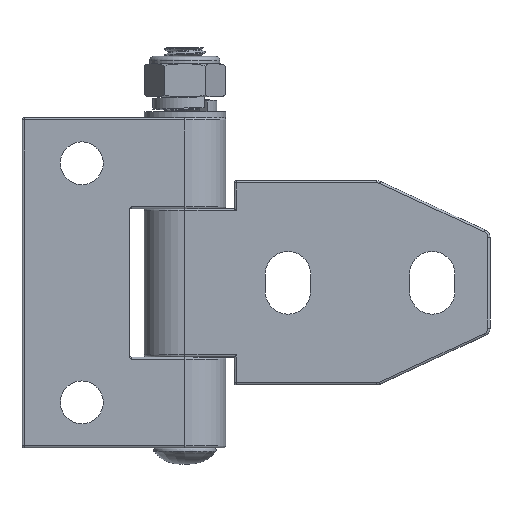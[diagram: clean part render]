
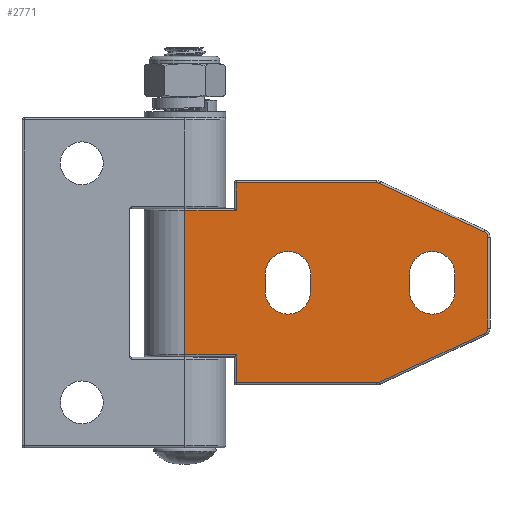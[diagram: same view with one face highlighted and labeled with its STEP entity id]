
A CAD part, front view. The second image highlights one B-rep face of the part: STEP entity #2771.
In plain terms, the highlighted face is planar.
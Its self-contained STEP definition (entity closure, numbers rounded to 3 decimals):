
#326=LINE('',#13529,#450);
#344=LINE('',#13592,#468);
#348=LINE('',#13610,#472);
#349=LINE('',#13622,#473);
#352=LINE('',#13629,#476);
#354=LINE('',#13641,#478);
#356=LINE('',#13653,#480);
#358=LINE('',#13665,#482);
#360=LINE('',#13674,#484);
#372=LINE('',#13737,#496);
#373=LINE('',#13739,#497);
#374=LINE('',#13740,#498);
#375=LINE('',#13742,#499);
#376=LINE('',#13745,#500);
#450=VECTOR('',#3533,4.2);
#468=VECTOR('',#3591,4.2);
#472=VECTOR('',#3611,6.75);
#473=VECTOR('',#3624,6.75);
#476=VECTOR('',#3631,34.059);
#478=VECTOR('',#3645,28.035);
#480=VECTOR('',#3659,21.944);
#482=VECTOR('',#3673,28.035);
#484=VECTOR('',#3685,34.059);
#496=VECTOR('',#3769,12.5);
#497=VECTOR('',#3770,12.5);
#498=VECTOR('',#3771,35.);
#499=VECTOR('',#3772,4.2);
#500=VECTOR('',#3775,4.2);
#548=PLANE('',#3079);
#586=FACE_BOUND('',#907,.T.);
#587=FACE_BOUND('',#908,.T.);
#720=FACE_OUTER_BOUND('',#906,.T.);
#906=EDGE_LOOP('',(#2449,#2450,#2451,#2452,#2453,#2454,#2455,#2456,#2457,
#2458,#2459,#2460,#2461,#2462));
#907=EDGE_LOOP('',(#2463,#2464,#2465,#2466));
#908=EDGE_LOOP('',(#2467,#2468,#2469,#2470));
#1044=CIRCLE('',#2986,5.5);
#1057=CIRCLE('',#3006,5.5);
#1067=CIRCLE('',#3024,1.5);
#1071=CIRCLE('',#3030,1.5);
#1075=CIRCLE('',#3036,1.5);
#1079=CIRCLE('',#3042,1.5);
#1098=CIRCLE('',#3080,5.5);
#1099=CIRCLE('',#3081,5.5);
#1296=VERTEX_POINT('',#13526);
#1297=VERTEX_POINT('',#13528);
#1298=VERTEX_POINT('',#13532);
#1321=VERTEX_POINT('',#13589);
#1322=VERTEX_POINT('',#13591);
#1323=VERTEX_POINT('',#13595);
#1324=VERTEX_POINT('',#13599);
#1327=VERTEX_POINT('',#13606);
#1331=VERTEX_POINT('',#13615);
#1333=VERTEX_POINT('',#13620);
#1334=VERTEX_POINT('',#13625);
#1336=VERTEX_POINT('',#13631);
#1338=VERTEX_POINT('',#13637);
#1340=VERTEX_POINT('',#13643);
#1342=VERTEX_POINT('',#13649);
#1344=VERTEX_POINT('',#13655);
#1346=VERTEX_POINT('',#13661);
#1348=VERTEX_POINT('',#13667);
#1364=VERTEX_POINT('',#13736);
#1365=VERTEX_POINT('',#13738);
#1366=VERTEX_POINT('',#13741);
#1367=VERTEX_POINT('',#13744);
#1639=EDGE_CURVE('',#1297,#1296,#326,.T.);
#1642=EDGE_CURVE('',#1296,#1298,#1044,.T.);
#1670=EDGE_CURVE('',#1322,#1321,#344,.T.);
#1673=EDGE_CURVE('',#1321,#1323,#1057,.T.);
#1679=EDGE_CURVE('',#1324,#1327,#348,.T.);
#1684=EDGE_CURVE('',#1333,#1331,#349,.T.);
#1688=EDGE_CURVE('',#1331,#1334,#352,.T.);
#1691=EDGE_CURVE('',#1334,#1336,#1067,.T.);
#1694=EDGE_CURVE('',#1336,#1338,#354,.T.);
#1697=EDGE_CURVE('',#1338,#1340,#1071,.T.);
#1700=EDGE_CURVE('',#1340,#1342,#356,.T.);
#1703=EDGE_CURVE('',#1342,#1344,#1075,.T.);
#1706=EDGE_CURVE('',#1344,#1346,#358,.T.);
#1709=EDGE_CURVE('',#1346,#1348,#1079,.T.);
#1711=EDGE_CURVE('',#1348,#1324,#360,.T.);
#1743=EDGE_CURVE('',#1327,#1364,#372,.T.);
#1744=EDGE_CURVE('',#1365,#1333,#373,.T.);
#1745=EDGE_CURVE('',#1364,#1365,#374,.T.);
#1746=EDGE_CURVE('',#1298,#1366,#375,.T.);
#1747=EDGE_CURVE('',#1366,#1297,#1098,.T.);
#1748=EDGE_CURVE('',#1323,#1367,#376,.T.);
#1749=EDGE_CURVE('',#1367,#1322,#1099,.T.);
#2449=ORIENTED_EDGE('',*,*,#1743,.F.);
#2450=ORIENTED_EDGE('',*,*,#1679,.F.);
#2451=ORIENTED_EDGE('',*,*,#1711,.F.);
#2452=ORIENTED_EDGE('',*,*,#1709,.F.);
#2453=ORIENTED_EDGE('',*,*,#1706,.F.);
#2454=ORIENTED_EDGE('',*,*,#1703,.F.);
#2455=ORIENTED_EDGE('',*,*,#1700,.F.);
#2456=ORIENTED_EDGE('',*,*,#1697,.F.);
#2457=ORIENTED_EDGE('',*,*,#1694,.F.);
#2458=ORIENTED_EDGE('',*,*,#1691,.F.);
#2459=ORIENTED_EDGE('',*,*,#1688,.F.);
#2460=ORIENTED_EDGE('',*,*,#1684,.F.);
#2461=ORIENTED_EDGE('',*,*,#1744,.F.);
#2462=ORIENTED_EDGE('',*,*,#1745,.F.);
#2463=ORIENTED_EDGE('',*,*,#1639,.T.);
#2464=ORIENTED_EDGE('',*,*,#1642,.T.);
#2465=ORIENTED_EDGE('',*,*,#1746,.T.);
#2466=ORIENTED_EDGE('',*,*,#1747,.T.);
#2467=ORIENTED_EDGE('',*,*,#1670,.T.);
#2468=ORIENTED_EDGE('',*,*,#1673,.T.);
#2469=ORIENTED_EDGE('',*,*,#1748,.T.);
#2470=ORIENTED_EDGE('',*,*,#1749,.T.);
#2771=ADVANCED_FACE('',(#720,#586,#587),#548,.T.);
#2986=AXIS2_PLACEMENT_3D('',#13534,#3538,#3539);
#3006=AXIS2_PLACEMENT_3D('',#13597,#3596,#3597);
#3024=AXIS2_PLACEMENT_3D('',#13635,#3638,#3639);
#3030=AXIS2_PLACEMENT_3D('',#13647,#3652,#3653);
#3036=AXIS2_PLACEMENT_3D('',#13659,#3666,#3667);
#3042=AXIS2_PLACEMENT_3D('',#13671,#3680,#3681);
#3079=AXIS2_PLACEMENT_3D('',#13735,#3767,#3768);
#3080=AXIS2_PLACEMENT_3D('',#13743,#3773,#3774);
#3081=AXIS2_PLACEMENT_3D('',#13746,#3776,#3777);
#3533=DIRECTION('',(0.,-1.,0.));
#3538=DIRECTION('center_axis',(0.,0.,1.));
#3539=DIRECTION('ref_axis',(-1.,0.,0.));
#3591=DIRECTION('',(0.,-1.,0.));
#3596=DIRECTION('center_axis',(0.,0.,1.));
#3597=DIRECTION('ref_axis',(-1.,0.,0.));
#3611=DIRECTION('',(0.,-1.,0.));
#3624=DIRECTION('',(0.,-1.,0.));
#3631=DIRECTION('',(1.,0.,0.));
#3638=DIRECTION('center_axis',(0.,0.,1.));
#3639=DIRECTION('ref_axis',(0.215,-0.977,0.));
#3645=DIRECTION('',(0.907,0.42,0.));
#3652=DIRECTION('center_axis',(0.,0.,1.));
#3653=DIRECTION('ref_axis',(0.843,-0.538,0.));
#3659=DIRECTION('',(0.,1.,0.));
#3666=DIRECTION('center_axis',(0.,0.,1.));
#3667=DIRECTION('ref_axis',(0.843,0.538,0.));
#3673=DIRECTION('',(-0.907,0.42,0.));
#3680=DIRECTION('center_axis',(0.,0.,1.));
#3681=DIRECTION('ref_axis',(0.215,0.977,0.));
#3685=DIRECTION('',(-1.,0.,0.));
#3767=DIRECTION('center_axis',(0.,0.,-1.));
#3768=DIRECTION('ref_axis',(-1.,0.,0.));
#3769=DIRECTION('',(-1.,0.,0.));
#3770=DIRECTION('',(1.,0.,0.));
#3771=DIRECTION('',(0.,-1.,0.));
#3772=DIRECTION('',(0.,1.,0.));
#3773=DIRECTION('center_axis',(0.,0.,1.));
#3774=DIRECTION('ref_axis',(1.,0.,0.));
#3775=DIRECTION('',(0.,1.,0.));
#3776=DIRECTION('center_axis',(0.,0.,1.));
#3777=DIRECTION('ref_axis',(1.,0.,0.));
#13526=CARTESIAN_POINT('',(19.5,-2.1,0.));
#13528=CARTESIAN_POINT('',(19.5,2.1,0.));
#13529=CARTESIAN_POINT('',(19.5,-1.05,0.));
#13532=CARTESIAN_POINT('',(30.5,-2.1,0.));
#13534=CARTESIAN_POINT('Origin',(25.,-2.1,0.));
#13589=CARTESIAN_POINT('',(54.5,-2.1,0.));
#13591=CARTESIAN_POINT('',(54.5,2.1,0.));
#13592=CARTESIAN_POINT('',(54.5,-1.05,0.));
#13595=CARTESIAN_POINT('',(65.5,-2.1,0.));
#13597=CARTESIAN_POINT('Origin',(60.,-2.1,0.));
#13599=CARTESIAN_POINT('',(12.5,24.25,0.));
#13606=CARTESIAN_POINT('',(12.5,17.5,0.));
#13610=CARTESIAN_POINT('',(12.5,0.,0.));
#13615=CARTESIAN_POINT('',(12.5,-24.25,0.));
#13620=CARTESIAN_POINT('',(12.5,-17.5,0.));
#13622=CARTESIAN_POINT('',(12.5,0.,0.));
#13625=CARTESIAN_POINT('',(46.559,-24.25,0.));
#13629=CARTESIAN_POINT('',(27.5,-24.25,0.));
#13631=CARTESIAN_POINT('',(47.19,-24.111,0.));
#13635=CARTESIAN_POINT('Origin',(46.559,-22.75,0.));
#13637=CARTESIAN_POINT('',(72.63,-12.333,0.));
#13641=CARTESIAN_POINT('',(43.847,-25.659,0.));
#13643=CARTESIAN_POINT('',(73.5,-10.972,0.));
#13647=CARTESIAN_POINT('Origin',(72.,-10.972,0.));
#13649=CARTESIAN_POINT('',(73.5,10.972,0.));
#13653=CARTESIAN_POINT('',(73.5,0.,0.));
#13655=CARTESIAN_POINT('',(72.63,12.333,0.));
#13659=CARTESIAN_POINT('Origin',(72.,10.972,0.));
#13661=CARTESIAN_POINT('',(47.19,24.111,0.));
#13665=CARTESIAN_POINT('',(43.847,25.659,0.));
#13667=CARTESIAN_POINT('',(46.559,24.25,0.));
#13671=CARTESIAN_POINT('Origin',(46.559,22.75,0.));
#13674=CARTESIAN_POINT('',(27.5,24.25,0.));
#13735=CARTESIAN_POINT('Origin',(12.,0.,0.));
#13736=CARTESIAN_POINT('',(0.,17.5,0.));
#13737=CARTESIAN_POINT('',(6.525,17.5,0.));
#13738=CARTESIAN_POINT('',(0.,-17.5,0.));
#13739=CARTESIAN_POINT('',(6.525,-17.5,0.));
#13740=CARTESIAN_POINT('',(0.,0.,0.));
#13741=CARTESIAN_POINT('',(30.5,2.1,0.));
#13742=CARTESIAN_POINT('',(30.5,1.05,0.));
#13743=CARTESIAN_POINT('Origin',(25.,2.1,0.));
#13744=CARTESIAN_POINT('',(65.5,2.1,0.));
#13745=CARTESIAN_POINT('',(65.5,1.05,0.));
#13746=CARTESIAN_POINT('Origin',(60.,2.1,0.));
